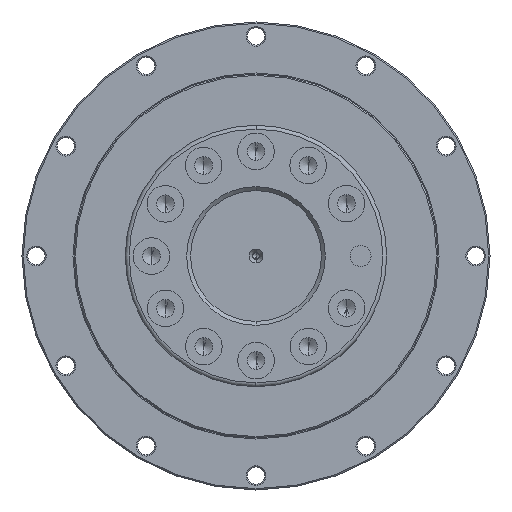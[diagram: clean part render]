
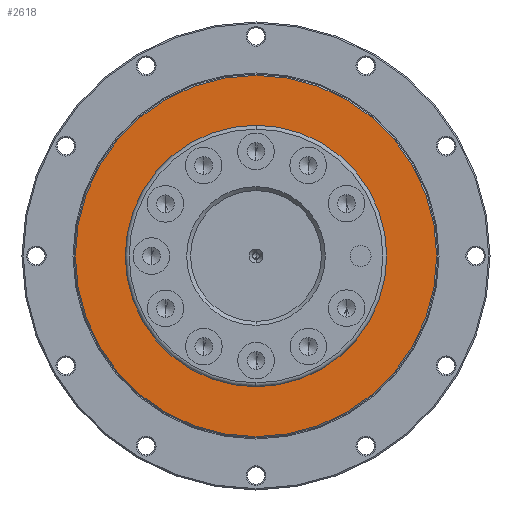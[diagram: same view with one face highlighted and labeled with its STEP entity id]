
A CAD part, left-side view. The second image highlights one B-rep face of the part: STEP entity #2618.
In plain terms, the highlighted planar face has unit normal (-1, 0, 0).
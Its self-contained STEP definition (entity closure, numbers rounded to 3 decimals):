
#14 = AXIS2_PLACEMENT_3D ( 'NONE', #6994, #8424, #616 ) ;
#89 = FACE_BOUND ( 'NONE', #4523, .T. ) ;
#90 = VERTEX_POINT ( 'NONE', #7953 ) ;
#361 = CARTESIAN_POINT ( 'NONE',  ( -164.551, 1.128, 0. ) ) ;
#616 = DIRECTION ( 'NONE',  ( 0., 0., -1. ) ) ;
#1002 = EDGE_CURVE ( 'NONE', #1020, #90, #4834, .T. ) ;
#1020 = VERTEX_POINT ( 'NONE', #7807 ) ;
#1136 = ORIENTED_EDGE ( 'NONE', *, *, #7736, .T. ) ;
#1242 = CARTESIAN_POINT ( 'NONE',  ( -164.551, 1.128, 0. ) ) ;
#1403 = AXIS2_PLACEMENT_3D ( 'NONE', #1242, #5796, #6374 ) ;
#2300 = DIRECTION ( 'NONE',  ( -1., 0., 0. ) ) ;
#2618 = ADVANCED_FACE ( 'NONE', ( #2839, #89 ), #6398, .F. ) ;
#2839 = FACE_OUTER_BOUND ( 'NONE', #7512, .T. ) ;
#3389 = VERTEX_POINT ( 'NONE', #6811 ) ;
#3794 = CARTESIAN_POINT ( 'NONE',  ( -164.551, 1.128, -50. ) ) ;
#4523 = EDGE_LOOP ( 'NONE', ( #5855, #4744 ) ) ;
#4557 = AXIS2_PLACEMENT_3D ( 'NONE', #7195, #7074, #5190 ) ;
#4744 = ORIENTED_EDGE ( 'NONE', *, *, #8322, .T. ) ;
#4834 = CIRCLE ( 'NONE', #1403, 69.1 ) ;
#5190 = DIRECTION ( 'NONE',  ( 0., 0., -1. ) ) ;
#5421 = AXIS2_PLACEMENT_3D ( 'NONE', #7026, #6998, #6348 ) ;
#5616 = ORIENTED_EDGE ( 'NONE', *, *, #1002, .T. ) ;
#5705 = AXIS2_PLACEMENT_3D ( 'NONE', #361, #2300, #7536 ) ;
#5796 = DIRECTION ( 'NONE',  ( -1., 0., 0. ) ) ;
#5855 = ORIENTED_EDGE ( 'NONE', *, *, #7899, .T. ) ;
#5933 = VERTEX_POINT ( 'NONE', #3794 ) ;
#6109 = CIRCLE ( 'NONE', #5705, 69.1 ) ;
#6348 = DIRECTION ( 'NONE',  ( 0., 0., -1. ) ) ;
#6374 = DIRECTION ( 'NONE',  ( 0., 0., -1. ) ) ;
#6398 = PLANE ( 'NONE',  #14 ) ;
#6528 = CIRCLE ( 'NONE', #4557, 50. ) ;
#6811 = CARTESIAN_POINT ( 'NONE',  ( -164.551, 1.128, 50. ) ) ;
#6819 = CIRCLE ( 'NONE', #5421, 50. ) ;
#6994 = CARTESIAN_POINT ( 'NONE',  ( -164.551, 70.728, 0. ) ) ;
#6998 = DIRECTION ( 'NONE',  ( 1., 0., 0. ) ) ;
#7026 = CARTESIAN_POINT ( 'NONE',  ( -164.551, 1.128, 0. ) ) ;
#7074 = DIRECTION ( 'NONE',  ( 1., 0., 0. ) ) ;
#7195 = CARTESIAN_POINT ( 'NONE',  ( -164.551, 1.128, 0. ) ) ;
#7512 = EDGE_LOOP ( 'NONE', ( #5616, #1136 ) ) ;
#7536 = DIRECTION ( 'NONE',  ( 0., 0., -1. ) ) ;
#7736 = EDGE_CURVE ( 'NONE', #90, #1020, #6109, .T. ) ;
#7807 = CARTESIAN_POINT ( 'NONE',  ( -164.551, 1.128, -69.1 ) ) ;
#7899 = EDGE_CURVE ( 'NONE', #5933, #3389, #6528, .T. ) ;
#7953 = CARTESIAN_POINT ( 'NONE',  ( -164.551, 1.128, 69.1 ) ) ;
#8322 = EDGE_CURVE ( 'NONE', #3389, #5933, #6819, .T. ) ;
#8424 = DIRECTION ( 'NONE',  ( 1., 0., 0. ) ) ;
